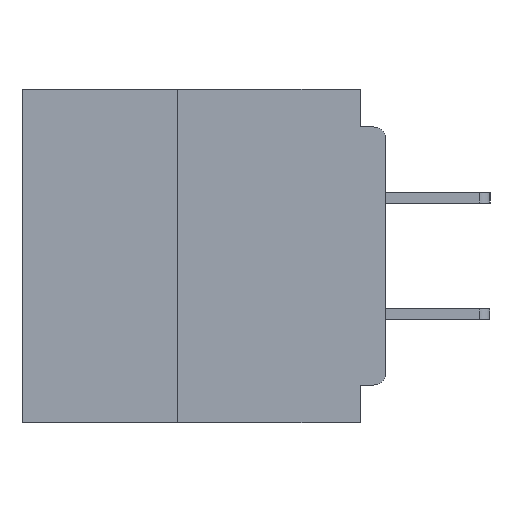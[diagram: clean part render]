
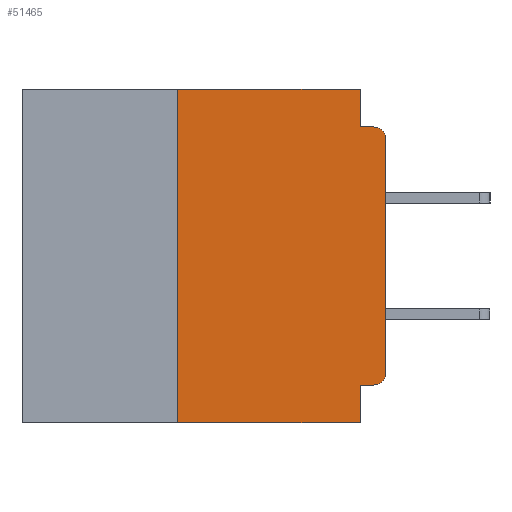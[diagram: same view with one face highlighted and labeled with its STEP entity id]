
A CAD part, left-side view. The second image highlights one B-rep face of the part: STEP entity #51465.
In plain terms, the highlighted planar face has unit normal (-1, 0, 0).
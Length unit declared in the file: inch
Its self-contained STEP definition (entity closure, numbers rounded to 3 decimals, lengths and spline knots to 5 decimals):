
#2302 = LINE ( 'NONE', #37870, #48683 ) ;
#2761 = VERTEX_POINT ( 'NONE', #17030 ) ;
#4345 = ORIENTED_EDGE ( 'NONE', *, *, #15965, .F. ) ;
#4420 = CARTESIAN_POINT ( 'NONE',  ( 0., 0., -0.34 ) ) ;
#4805 = LINE ( 'NONE', #15923, #31757 ) ;
#6057 = CARTESIAN_POINT ( 'NONE',  ( 0., 0.015, -0.355 ) ) ;
#6485 = CARTESIAN_POINT ( 'NONE',  ( 0., 0.031, 0. ) ) ;
#6565 = VERTEX_POINT ( 'NONE', #6057 ) ;
#6600 = EDGE_CURVE ( 'NONE', #52443, #16098, #55017, .T. ) ;
#7295 = CIRCLE ( 'NONE', #9186, 0.015 ) ;
#8078 = PLANE ( 'NONE',  #51596 ) ;
#8561 = FACE_OUTER_BOUND ( 'NONE', #32318, .T. ) ;
#8929 = EDGE_CURVE ( 'NONE', #51847, #24188, #27176, .T. ) ;
#9073 = DIRECTION ( 'NONE',  ( 0., 1., 0. ) ) ;
#9186 = AXIS2_PLACEMENT_3D ( 'NONE', #37987, #9384, #42809 ) ;
#9384 = DIRECTION ( 'NONE',  ( -1., 0., 0. ) ) ;
#9654 = ORIENTED_EDGE ( 'NONE', *, *, #28858, .F. ) ;
#10267 = VERTEX_POINT ( 'NONE', #15060 ) ;
#10268 = ORIENTED_EDGE ( 'NONE', *, *, #28255, .F. ) ;
#10877 = ORIENTED_EDGE ( 'NONE', *, *, #59685, .T. ) ;
#11347 = CARTESIAN_POINT ( 'NONE',  ( 0., 0.015, -0.045 ) ) ;
#11766 = CIRCLE ( 'NONE', #50276, 0.015 ) ;
#11928 = LINE ( 'NONE', #12970, #48557 ) ;
#12970 = CARTESIAN_POINT ( 'NONE',  ( 0., 0., 0. ) ) ;
#13124 = DIRECTION ( 'NONE',  ( 0., 0., -1. ) ) ;
#13943 = EDGE_CURVE ( 'NONE', #20701, #10267, #11928, .T. ) ;
#14201 = LINE ( 'NONE', #47301, #25443 ) ;
#15060 = CARTESIAN_POINT ( 'NONE',  ( 0., 0., -0.06 ) ) ;
#15923 = CARTESIAN_POINT ( 'NONE',  ( 0., 0.437, 0. ) ) ;
#15965 = EDGE_CURVE ( 'NONE', #30412, #24188, #23719, .T. ) ;
#16098 = VERTEX_POINT ( 'NONE', #24029 ) ;
#17030 = CARTESIAN_POINT ( 'NONE',  ( 0., 0.25, 0. ) ) ;
#17795 = CARTESIAN_POINT ( 'NONE',  ( 0., 0.437, 0. ) ) ;
#18216 = EDGE_CURVE ( 'NONE', #6565, #30412, #14201, .T. ) ;
#20701 = VERTEX_POINT ( 'NONE', #4420 ) ;
#23022 = CARTESIAN_POINT ( 'NONE',  ( 0., 0.031, -0.4 ) ) ;
#23203 = DIRECTION ( 'NONE',  ( -1., 0., 0. ) ) ;
#23719 = LINE ( 'NONE', #23022, #34801 ) ;
#24029 = CARTESIAN_POINT ( 'NONE',  ( 0., 0.031, -0.045 ) ) ;
#24052 = EDGE_CURVE ( 'NONE', #6565, #20701, #7295, .T. ) ;
#24188 = VERTEX_POINT ( 'NONE', #39011 ) ;
#25443 = VECTOR ( 'NONE', #9073, 39.37008 ) ;
#25683 = VECTOR ( 'NONE', #29452, 39.37008 ) ;
#26824 = ORIENTED_EDGE ( 'NONE', *, *, #24052, .T. ) ;
#26971 = LINE ( 'NONE', #61247, #50878 ) ;
#27176 = LINE ( 'NONE', #38990, #25683 ) ;
#28255 = EDGE_CURVE ( 'NONE', #16098, #44620, #2302, .T. ) ;
#28858 = EDGE_CURVE ( 'NONE', #51847, #2761, #26971, .T. ) ;
#29452 = DIRECTION ( 'NONE',  ( 0., -1., 0. ) ) ;
#30412 = VERTEX_POINT ( 'NONE', #35599 ) ;
#31757 = VECTOR ( 'NONE', #54113, 39.37008 ) ;
#32318 = EDGE_LOOP ( 'NONE', ( #45914, #10877, #10268, #56765, #36219, #9654, #45253, #4345, #37915, #26824 ) ) ;
#32624 = DIRECTION ( 'NONE',  ( 0., 0., 1. ) ) ;
#34801 = VECTOR ( 'NONE', #51594, 39.37008 ) ;
#35599 = CARTESIAN_POINT ( 'NONE',  ( 0., 0.031, -0.355 ) ) ;
#36219 = ORIENTED_EDGE ( 'NONE', *, *, #61964, .F. ) ;
#37870 = CARTESIAN_POINT ( 'NONE',  ( 0., 0., -0.045 ) ) ;
#37915 = ORIENTED_EDGE ( 'NONE', *, *, #18216, .F. ) ;
#37987 = CARTESIAN_POINT ( 'NONE',  ( 0., 0.015, -0.34 ) ) ;
#38990 = CARTESIAN_POINT ( 'NONE',  ( 0., 0.437, -0.4 ) ) ;
#39011 = CARTESIAN_POINT ( 'NONE',  ( 0., 0.031, -0.4 ) ) ;
#39064 = CARTESIAN_POINT ( 'NONE',  ( 0., 0.031, 0. ) ) ;
#41558 = DIRECTION ( 'NONE',  ( 0., 0., 1. ) ) ;
#41705 = DIRECTION ( 'NONE',  ( 1., 0., 0. ) ) ;
#42270 = VECTOR ( 'NONE', #54356, 39.37008 ) ;
#42689 = DIRECTION ( 'NONE',  ( 0., -1., 0. ) ) ;
#42809 = DIRECTION ( 'NONE',  ( 0., 0., -1. ) ) ;
#44359 = CARTESIAN_POINT ( 'NONE',  ( 0., 0.25, -0.4 ) ) ;
#44620 = VERTEX_POINT ( 'NONE', #11347 ) ;
#45253 = ORIENTED_EDGE ( 'NONE', *, *, #8929, .T. ) ;
#45914 = ORIENTED_EDGE ( 'NONE', *, *, #13943, .T. ) ;
#47301 = CARTESIAN_POINT ( 'NONE',  ( 0., 0., -0.355 ) ) ;
#48557 = VECTOR ( 'NONE', #41558, 39.37008 ) ;
#48683 = VECTOR ( 'NONE', #42689, 39.37008 ) ;
#50276 = AXIS2_PLACEMENT_3D ( 'NONE', #51771, #23203, #56558 ) ;
#50878 = VECTOR ( 'NONE', #32624, 39.37008 ) ;
#51465 = ADVANCED_FACE ( 'NONE', ( #8561 ), #8078, .F. ) ;
#51594 = DIRECTION ( 'NONE',  ( 0., 0., -1. ) ) ;
#51596 = AXIS2_PLACEMENT_3D ( 'NONE', #17795, #41705, #13124 ) ;
#51771 = CARTESIAN_POINT ( 'NONE',  ( 0., 0.015, -0.06 ) ) ;
#51847 = VERTEX_POINT ( 'NONE', #44359 ) ;
#52443 = VERTEX_POINT ( 'NONE', #39064 ) ;
#54113 = DIRECTION ( 'NONE',  ( 0., -1., 0. ) ) ;
#54356 = DIRECTION ( 'NONE',  ( 0., 0., -1. ) ) ;
#55017 = LINE ( 'NONE', #6485, #42270 ) ;
#56558 = DIRECTION ( 'NONE',  ( 0., 0., -1. ) ) ;
#56765 = ORIENTED_EDGE ( 'NONE', *, *, #6600, .F. ) ;
#59685 = EDGE_CURVE ( 'NONE', #10267, #44620, #11766, .T. ) ;
#61247 = CARTESIAN_POINT ( 'NONE',  ( 0., 0.25, -0.4 ) ) ;
#61964 = EDGE_CURVE ( 'NONE', #2761, #52443, #4805, .T. ) ;
